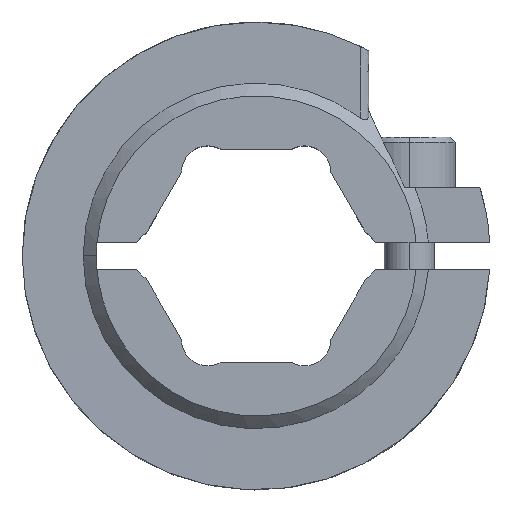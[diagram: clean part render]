
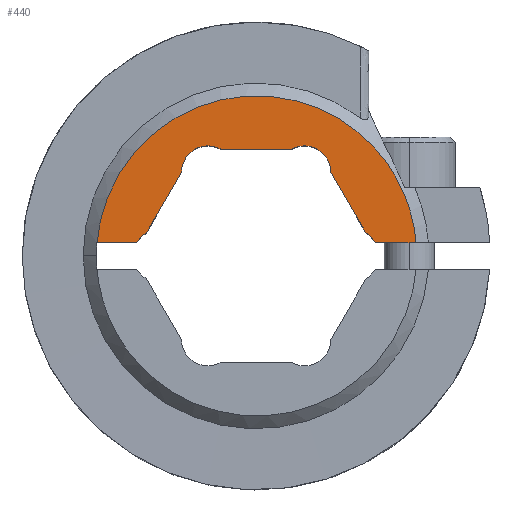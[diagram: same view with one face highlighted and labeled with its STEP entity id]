
A CAD part, top view. The second image highlights one B-rep face of the part: STEP entity #440.
In plain terms, the highlighted planar face has unit normal (0, 0, 1).
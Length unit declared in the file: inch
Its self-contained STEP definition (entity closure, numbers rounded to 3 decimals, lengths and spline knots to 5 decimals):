
#18 = CARTESIAN_POINT ( 'NONE',  ( 0., 0., 0.125 ) ) ;
#29 = ORIENTED_EDGE ( 'NONE', *, *, #290, .T. ) ;
#37 = CARTESIAN_POINT ( 'NONE',  ( -0.08261, 0.25049, 0.125 ) ) ;
#92 = CARTESIAN_POINT ( 'NONE',  ( 0., 0.03125, 0.125 ) ) ;
#140 = AXIS2_PLACEMENT_3D ( 'NONE', #1438, #2702, #1423 ) ;
#147 = CARTESIAN_POINT ( 'NONE',  ( 0.37595, 0.03125, 0.125 ) ) ;
#167 = VERTEX_POINT ( 'NONE', #147 ) ;
#188 = CIRCLE ( 'NONE', #558, 0.06201 ) ;
#219 = CARTESIAN_POINT ( 'NONE',  ( 0.21693, 0.12525, 0.125 ) ) ;
#290 = EDGE_CURVE ( 'NONE', #2028, #1721, #2788, .T. ) ;
#304 = VECTOR ( 'NONE', #1248, 39.37008 ) ;
#309 = EDGE_CURVE ( 'NONE', #1397, #167, #1474, .T. ) ;
#332 = ORIENTED_EDGE ( 'NONE', *, *, #2094, .T. ) ;
#401 = DIRECTION ( 'NONE',  ( 1., 0., 0. ) ) ;
#440 = ADVANCED_FACE ( 'NONE', ( #888 ), #2660, .T. ) ;
#442 = AXIS2_PLACEMENT_3D ( 'NONE', #1885, #2106, #2351 ) ;
#482 = VERTEX_POINT ( 'NONE', #2643 ) ;
#518 = CARTESIAN_POINT ( 'NONE',  ( 0., 0.25049, 0.125 ) ) ;
#558 = AXIS2_PLACEMENT_3D ( 'NONE', #1997, #726, #1593 ) ;
#560 = CIRCLE ( 'NONE', #2149, 0.06201 ) ;
#571 = EDGE_CURVE ( 'NONE', #2653, #482, #1377, .T. ) ;
#655 = VECTOR ( 'NONE', #401, 39.37008 ) ;
#662 = DIRECTION ( 'NONE',  ( 0., 0., -1. ) ) ;
#673 = DIRECTION ( 'NONE',  ( 0., 0., 1. ) ) ;
#716 = CIRCLE ( 'NONE', #442, 0.06201 ) ;
#726 = DIRECTION ( 'NONE',  ( 0., 0., -1. ) ) ;
#848 = EDGE_CURVE ( 'NONE', #2717, #167, #1687, .T. ) ;
#862 = CARTESIAN_POINT ( 'NONE',  ( -0.21693, 0.12525, 0.125 ) ) ;
#865 = EDGE_CURVE ( 'NONE', #2038, #2653, #1190, .T. ) ;
#888 = FACE_OUTER_BOUND ( 'NONE', #1936, .T. ) ;
#917 = AXIS2_PLACEMENT_3D ( 'NONE', #18, #673, #2025 ) ;
#995 = ORIENTED_EDGE ( 'NONE', *, *, #848, .F. ) ;
#1073 = DIRECTION ( 'NONE',  ( 0.5, 0.866, 0. ) ) ;
#1126 = CARTESIAN_POINT ( 'NONE',  ( 0.28079, 0.03125, 0.125 ) ) ;
#1169 = ORIENTED_EDGE ( 'NONE', *, *, #309, .T. ) ;
#1190 = LINE ( 'NONE', #518, #1904 ) ;
#1203 = VERTEX_POINT ( 'NONE', #1484 ) ;
#1225 = VERTEX_POINT ( 'NONE', #2143 ) ;
#1248 = DIRECTION ( 'NONE',  ( 0.5, -0.866, 0. ) ) ;
#1377 = CIRCLE ( 'NONE', #140, 0.06201 ) ;
#1393 = CARTESIAN_POINT ( 'NONE',  ( -0.37415, 0.03125, 0.125 ) ) ;
#1397 = VERTEX_POINT ( 'NONE', #1126 ) ;
#1407 = CARTESIAN_POINT ( 'NONE',  ( 0.32254, 0.67229, 0.125 ) ) ;
#1423 = DIRECTION ( 'NONE',  ( 1., 0., 0. ) ) ;
#1438 = CARTESIAN_POINT ( 'NONE',  ( 0.11362, 0.19679, 0.125 ) ) ;
#1474 = LINE ( 'NONE', #2599, #655 ) ;
#1484 = CARTESIAN_POINT ( 'NONE',  ( 0.25824, 0.0537, 0.125 ) ) ;
#1491 = CARTESIAN_POINT ( 'NONE',  ( 0.08261, 0.25049, 0.125 ) ) ;
#1516 = ORIENTED_EDGE ( 'NONE', *, *, #2659, .T. ) ;
#1593 = DIRECTION ( 'NONE',  ( 1., 0., 0. ) ) ;
#1594 = DIRECTION ( 'NONE',  ( -1., 0., 0. ) ) ;
#1662 = EDGE_CURVE ( 'NONE', #1721, #2038, #188, .T. ) ;
#1687 =( BOUNDED_CURVE ( )  B_SPLINE_CURVE ( 3, ( #1393, #2700, #1407, #1815 ),
 .UNSPECIFIED., .F., .T. ) 
 B_SPLINE_CURVE_WITH_KNOTS ( ( 4, 4 ),
 ( 3.22472, 6.20005 ),
 .UNSPECIFIED. ) 
 CURVE ( )  GEOMETRIC_REPRESENTATION_ITEM ( )  RATIONAL_B_SPLINE_CURVE ( ( 1., 0.389, 0.389, 1. ) ) 
 REPRESENTATION_ITEM ( '' )  );
#1715 = LINE ( 'NONE', #219, #304 ) ;
#1721 = VERTEX_POINT ( 'NONE', #2305 ) ;
#1783 = ORIENTED_EDGE ( 'NONE', *, *, #571, .T. ) ;
#1815 = CARTESIAN_POINT ( 'NONE',  ( 0.37595, 0.03125, 0.125 ) ) ;
#1829 = EDGE_CURVE ( 'NONE', #482, #1203, #1715, .T. ) ;
#1885 = CARTESIAN_POINT ( 'NONE',  ( 0.22724, 0., 0.125 ) ) ;
#1889 = VECTOR ( 'NONE', #1073, 39.37008 ) ;
#1904 = VECTOR ( 'NONE', #2505, 39.37008 ) ;
#1936 = EDGE_LOOP ( 'NONE', ( #2033, #1516, #29, #2607, #2247, #1783, #2695, #332, #1169, #995 ) ) ;
#1997 = CARTESIAN_POINT ( 'NONE',  ( -0.11362, 0.19679, 0.125 ) ) ;
#2010 = CARTESIAN_POINT ( 'NONE',  ( -0.25824, 0.0537, 0.125 ) ) ;
#2025 = DIRECTION ( 'NONE',  ( 1., 0., 0. ) ) ;
#2028 = VERTEX_POINT ( 'NONE', #2010 ) ;
#2033 = ORIENTED_EDGE ( 'NONE', *, *, #2751, .F. ) ;
#2038 = VERTEX_POINT ( 'NONE', #37 ) ;
#2046 = LINE ( 'NONE', #92, #2191 ) ;
#2094 = EDGE_CURVE ( 'NONE', #1203, #1397, #716, .T. ) ;
#2106 = DIRECTION ( 'NONE',  ( 0., 0., -1. ) ) ;
#2143 = CARTESIAN_POINT ( 'NONE',  ( -0.28079, 0.03125, 0.125 ) ) ;
#2149 = AXIS2_PLACEMENT_3D ( 'NONE', #2619, #662, #2821 ) ;
#2191 = VECTOR ( 'NONE', #1594, 39.37008 ) ;
#2247 = ORIENTED_EDGE ( 'NONE', *, *, #865, .T. ) ;
#2305 = CARTESIAN_POINT ( 'NONE',  ( -0.17563, 0.19679, 0.125 ) ) ;
#2351 = DIRECTION ( 'NONE',  ( 1., 0., 0. ) ) ;
#2387 = CARTESIAN_POINT ( 'NONE',  ( -0.37415, 0.03125, 0.125 ) ) ;
#2505 = DIRECTION ( 'NONE',  ( 1., 0., 0. ) ) ;
#2599 = CARTESIAN_POINT ( 'NONE',  ( 0., 0.03125, 0.125 ) ) ;
#2607 = ORIENTED_EDGE ( 'NONE', *, *, #1662, .T. ) ;
#2619 = CARTESIAN_POINT ( 'NONE',  ( -0.22724, 0., 0.125 ) ) ;
#2643 = CARTESIAN_POINT ( 'NONE',  ( 0.17563, 0.19679, 0.125 ) ) ;
#2653 = VERTEX_POINT ( 'NONE', #1491 ) ;
#2659 = EDGE_CURVE ( 'NONE', #1225, #2028, #560, .T. ) ;
#2660 = PLANE ( 'NONE',  #917 ) ;
#2695 = ORIENTED_EDGE ( 'NONE', *, *, #1829, .T. ) ;
#2700 = CARTESIAN_POINT ( 'NONE',  ( -0.32073, 0.67229, 0.125 ) ) ;
#2702 = DIRECTION ( 'NONE',  ( 0., 0., -1. ) ) ;
#2717 = VERTEX_POINT ( 'NONE', #2387 ) ;
#2751 = EDGE_CURVE ( 'NONE', #1225, #2717, #2046, .T. ) ;
#2788 = LINE ( 'NONE', #862, #1889 ) ;
#2821 = DIRECTION ( 'NONE',  ( 1., 0., 0. ) ) ;
